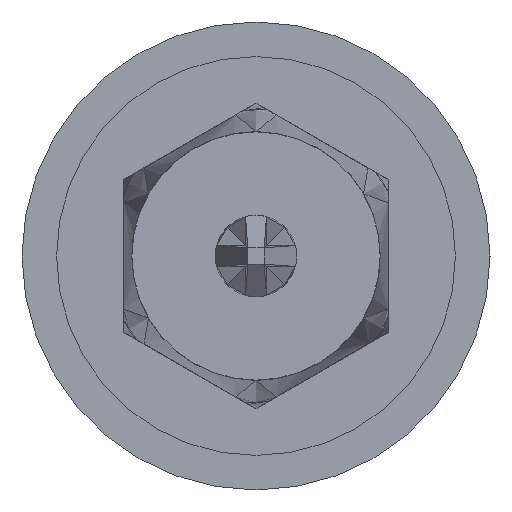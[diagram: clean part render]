
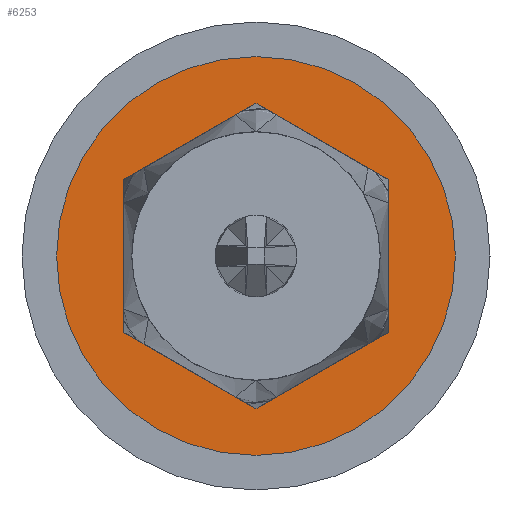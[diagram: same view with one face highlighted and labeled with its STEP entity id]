
A CAD part, left-side view. The second image highlights one B-rep face of the part: STEP entity #6253.
In plain terms, the highlighted planar face has unit normal (-1, 0, 0).
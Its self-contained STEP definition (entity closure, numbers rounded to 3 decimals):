
#19 = CIRCLE ( 'NONE', #3465, 4.9 ) ;
#43 = LINE ( 'NONE', #4135, #1951 ) ;
#124 = VECTOR ( 'NONE', #8116, 1000. ) ;
#259 = CARTESIAN_POINT ( 'NONE',  ( -33.825, -3.25, 1.876 ) ) ;
#357 = CARTESIAN_POINT ( 'NONE',  ( -33.825, -3.25, -1.876 ) ) ;
#527 = DIRECTION ( 'NONE',  ( 1., 0., 0. ) ) ;
#534 = ORIENTED_EDGE ( 'NONE', *, *, #3189, .T. ) ;
#652 = DIRECTION ( 'NONE',  ( 0., 0., 1. ) ) ;
#820 = DIRECTION ( 'NONE',  ( -1., 0., 0. ) ) ;
#1227 = CARTESIAN_POINT ( 'NONE',  ( -33.825, 0., 4.9 ) ) ;
#1284 = ORIENTED_EDGE ( 'NONE', *, *, #4379, .T. ) ;
#1362 = VECTOR ( 'NONE', #652, 1000. ) ;
#1381 = CARTESIAN_POINT ( 'NONE',  ( -33.825, -3.25, -1.876 ) ) ;
#1423 = LINE ( 'NONE', #6165, #7702 ) ;
#1719 = VERTEX_POINT ( 'NONE', #1227 ) ;
#1764 = CARTESIAN_POINT ( 'NONE',  ( -33.825, 0., 3.753 ) ) ;
#1853 = CARTESIAN_POINT ( 'NONE',  ( -33.825, -3.25, 1.876 ) ) ;
#1951 = VECTOR ( 'NONE', #4749, 1000. ) ;
#2076 = PLANE ( 'NONE',  #9432 ) ;
#2307 = FACE_BOUND ( 'NONE', #5931, .T. ) ;
#2405 = CARTESIAN_POINT ( 'NONE',  ( -33.825, 3.25, -1.876 ) ) ;
#2603 = EDGE_CURVE ( 'NONE', #1719, #6845, #8475, .T. ) ;
#2660 = EDGE_CURVE ( 'NONE', #6067, #7133, #43, .T. ) ;
#2737 = VERTEX_POINT ( 'NONE', #1764 ) ;
#2848 = CARTESIAN_POINT ( 'NONE',  ( -33.825, 0., -3.753 ) ) ;
#2992 = DIRECTION ( 'NONE',  ( 0., 0., -1. ) ) ;
#2994 = ORIENTED_EDGE ( 'NONE', *, *, #10587, .T. ) ;
#3189 = EDGE_CURVE ( 'NONE', #5225, #4786, #9045, .T. ) ;
#3465 = AXIS2_PLACEMENT_3D ( 'NONE', #8918, #820, #8257 ) ;
#3688 = DIRECTION ( 'NONE',  ( 0., -0.866, -0.5 ) ) ;
#3768 = CARTESIAN_POINT ( 'NONE',  ( -33.825, 0., 0. ) ) ;
#3801 = DIRECTION ( 'NONE',  ( -1., 0., 0. ) ) ;
#4014 = DIRECTION ( 'NONE',  ( 0., -0.866, 0.5 ) ) ;
#4018 = ORIENTED_EDGE ( 'NONE', *, *, #2603, .T. ) ;
#4135 = CARTESIAN_POINT ( 'NONE',  ( -33.825, 0., -3.753 ) ) ;
#4243 = VECTOR ( 'NONE', #4014, 1000. ) ;
#4379 = EDGE_CURVE ( 'NONE', #2737, #5225, #1423, .T. ) ;
#4499 = LINE ( 'NONE', #8897, #4243 ) ;
#4749 = DIRECTION ( 'NONE',  ( 0., 0.866, 0.5 ) ) ;
#4786 = VERTEX_POINT ( 'NONE', #357 ) ;
#5055 = EDGE_CURVE ( 'NONE', #6845, #1719, #19, .T. ) ;
#5225 = VERTEX_POINT ( 'NONE', #1853 ) ;
#5262 = ORIENTED_EDGE ( 'NONE', *, *, #2660, .T. ) ;
#5377 = FACE_OUTER_BOUND ( 'NONE', #8006, .T. ) ;
#5438 = CARTESIAN_POINT ( 'NONE',  ( -33.825, 0., 0. ) ) ;
#5863 = AXIS2_PLACEMENT_3D ( 'NONE', #3768, #3801, #6210 ) ;
#5931 = EDGE_LOOP ( 'NONE', ( #5262, #2994, #5954, #1284, #534, #9874 ) ) ;
#5954 = ORIENTED_EDGE ( 'NONE', *, *, #8667, .T. ) ;
#5973 = DIRECTION ( 'NONE',  ( 0., 0., -1. ) ) ;
#6067 = VERTEX_POINT ( 'NONE', #2848 ) ;
#6165 = CARTESIAN_POINT ( 'NONE',  ( -33.825, 0., 3.753 ) ) ;
#6210 = DIRECTION ( 'NONE',  ( 0., 0., 1. ) ) ;
#6253 = ADVANCED_FACE ( 'NONE', ( #5377, #2307 ), #2076, .F. ) ;
#6263 = VERTEX_POINT ( 'NONE', #10204 ) ;
#6378 = EDGE_CURVE ( 'NONE', #4786, #6067, #6517, .T. ) ;
#6517 = LINE ( 'NONE', #1381, #124 ) ;
#6845 = VERTEX_POINT ( 'NONE', #8273 ) ;
#7125 = LINE ( 'NONE', #8142, #1362 ) ;
#7133 = VERTEX_POINT ( 'NONE', #2405 ) ;
#7148 = VECTOR ( 'NONE', #5973, 1000. ) ;
#7702 = VECTOR ( 'NONE', #3688, 1000. ) ;
#8006 = EDGE_LOOP ( 'NONE', ( #4018, #8877 ) ) ;
#8116 = DIRECTION ( 'NONE',  ( 0., 0.866, -0.5 ) ) ;
#8142 = CARTESIAN_POINT ( 'NONE',  ( -33.825, 3.25, -1.876 ) ) ;
#8257 = DIRECTION ( 'NONE',  ( 0., 0., 1. ) ) ;
#8273 = CARTESIAN_POINT ( 'NONE',  ( -33.825, 0., -4.9 ) ) ;
#8475 = CIRCLE ( 'NONE', #5863, 4.9 ) ;
#8667 = EDGE_CURVE ( 'NONE', #6263, #2737, #4499, .T. ) ;
#8877 = ORIENTED_EDGE ( 'NONE', *, *, #5055, .T. ) ;
#8897 = CARTESIAN_POINT ( 'NONE',  ( -33.825, 3.25, 1.876 ) ) ;
#8918 = CARTESIAN_POINT ( 'NONE',  ( -33.825, 0., 0. ) ) ;
#9045 = LINE ( 'NONE', #259, #7148 ) ;
#9432 = AXIS2_PLACEMENT_3D ( 'NONE', #5438, #527, #2992 ) ;
#9874 = ORIENTED_EDGE ( 'NONE', *, *, #6378, .T. ) ;
#10204 = CARTESIAN_POINT ( 'NONE',  ( -33.825, 3.25, 1.876 ) ) ;
#10587 = EDGE_CURVE ( 'NONE', #7133, #6263, #7125, .T. ) ;
